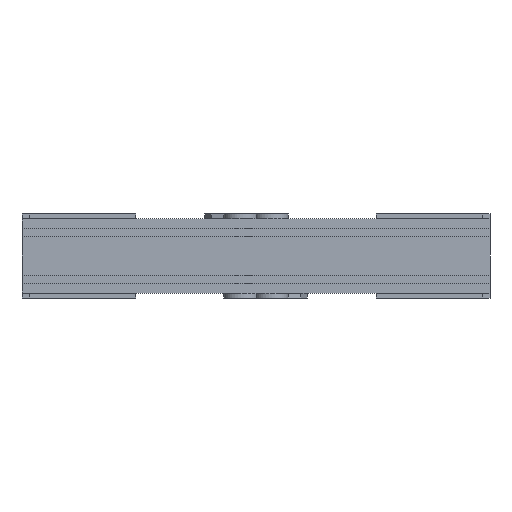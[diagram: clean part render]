
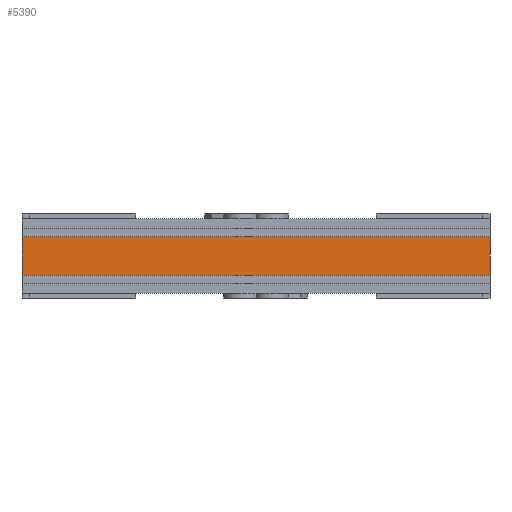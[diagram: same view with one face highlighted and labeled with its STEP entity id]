
A CAD part, front view. The second image highlights one B-rep face of the part: STEP entity #5390.
In plain terms, the highlighted planar face has unit normal (0, -1, 0).
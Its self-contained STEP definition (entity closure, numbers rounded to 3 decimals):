
#4983 = PLANE('',#4984);
#4984 = AXIS2_PLACEMENT_3D('',#4985,#4986,#4987);
#4985 = CARTESIAN_POINT('',(0.,0.,0.23));
#4986 = DIRECTION('',(0.,0.,1.));
#4987 = DIRECTION('',(1.,0.,-0.));
#5039 = PLANE('',#5040);
#5040 = AXIS2_PLACEMENT_3D('',#5041,#5042,#5043);
#5041 = CARTESIAN_POINT('',(0.,0.,0.62));
#5042 = DIRECTION('',(0.,0.,1.));
#5043 = DIRECTION('',(1.,0.,-0.));
#5277 = PLANE('',#5278);
#5278 = AXIS2_PLACEMENT_3D('',#5279,#5280,#5281);
#5279 = CARTESIAN_POINT('',(-2.365,-0.661,0.23));
#5280 = DIRECTION('',(-1.,0.,0.));
#5281 = DIRECTION('',(0.,-1.,0.));
#5319 = VERTEX_POINT('',#5320);
#5320 = CARTESIAN_POINT('',(-2.365,-1.705,0.23));
#5341 = EDGE_CURVE('',#5319,#5342,#5344,.T.);
#5342 = VERTEX_POINT('',#5343);
#5343 = CARTESIAN_POINT('',(-2.365,-1.705,0.62));
#5344 = SURFACE_CURVE('',#5345,(#5349,#5356),.PCURVE_S1.);
#5345 = LINE('',#5346,#5347);
#5346 = CARTESIAN_POINT('',(-2.365,-1.705,0.23));
#5347 = VECTOR('',#5348,1.);
#5348 = DIRECTION('',(0.,0.,1.));
#5349 = PCURVE('',#5277,#5350);
#5350 = DEFINITIONAL_REPRESENTATION('',(#5351),#5355);
#5351 = LINE('',#5352,#5353);
#5352 = CARTESIAN_POINT('',(1.044,0.));
#5353 = VECTOR('',#5354,1.);
#5354 = DIRECTION('',(0.,1.));
#5355 = ( GEOMETRIC_REPRESENTATION_CONTEXT(2) 
PARAMETRIC_REPRESENTATION_CONTEXT() REPRESENTATION_CONTEXT('2D SPACE',''
  ) );
#5356 = PCURVE('',#5357,#5362);
#5357 = PLANE('',#5358);
#5358 = AXIS2_PLACEMENT_3D('',#5359,#5360,#5361);
#5359 = CARTESIAN_POINT('',(-2.365,-1.705,0.23));
#5360 = DIRECTION('',(0.,-1.,0.));
#5361 = DIRECTION('',(1.,0.,0.));
#5362 = DEFINITIONAL_REPRESENTATION('',(#5363),#5367);
#5363 = LINE('',#5364,#5365);
#5364 = CARTESIAN_POINT('',(0.,0.));
#5365 = VECTOR('',#5366,1.);
#5366 = DIRECTION('',(0.,1.));
#5367 = ( GEOMETRIC_REPRESENTATION_CONTEXT(2) 
PARAMETRIC_REPRESENTATION_CONTEXT() REPRESENTATION_CONTEXT('2D SPACE',''
  ) );
#5390 = ADVANCED_FACE('',(#5391),#5357,.T.);
#5391 = FACE_BOUND('',#5392,.T.);
#5392 = EDGE_LOOP('',(#5393,#5416,#5444,#5465));
#5393 = ORIENTED_EDGE('',*,*,#5394,.T.);
#5394 = EDGE_CURVE('',#5319,#5395,#5397,.T.);
#5395 = VERTEX_POINT('',#5396);
#5396 = CARTESIAN_POINT('',(2.365,-1.705,0.23));
#5397 = SURFACE_CURVE('',#5398,(#5402,#5409),.PCURVE_S1.);
#5398 = LINE('',#5399,#5400);
#5399 = CARTESIAN_POINT('',(-2.365,-1.705,0.23));
#5400 = VECTOR('',#5401,1.);
#5401 = DIRECTION('',(1.,0.,0.));
#5402 = PCURVE('',#5357,#5403);
#5403 = DEFINITIONAL_REPRESENTATION('',(#5404),#5408);
#5404 = LINE('',#5405,#5406);
#5405 = CARTESIAN_POINT('',(0.,0.));
#5406 = VECTOR('',#5407,1.);
#5407 = DIRECTION('',(1.,0.));
#5408 = ( GEOMETRIC_REPRESENTATION_CONTEXT(2) 
PARAMETRIC_REPRESENTATION_CONTEXT() REPRESENTATION_CONTEXT('2D SPACE',''
  ) );
#5409 = PCURVE('',#4983,#5410);
#5410 = DEFINITIONAL_REPRESENTATION('',(#5411),#5415);
#5411 = LINE('',#5412,#5413);
#5412 = CARTESIAN_POINT('',(-2.365,-1.705));
#5413 = VECTOR('',#5414,1.);
#5414 = DIRECTION('',(1.,0.));
#5415 = ( GEOMETRIC_REPRESENTATION_CONTEXT(2) 
PARAMETRIC_REPRESENTATION_CONTEXT() REPRESENTATION_CONTEXT('2D SPACE',''
  ) );
#5416 = ORIENTED_EDGE('',*,*,#5417,.T.);
#5417 = EDGE_CURVE('',#5395,#5418,#5420,.T.);
#5418 = VERTEX_POINT('',#5419);
#5419 = CARTESIAN_POINT('',(2.365,-1.705,0.62));
#5420 = SURFACE_CURVE('',#5421,(#5425,#5432),.PCURVE_S1.);
#5421 = LINE('',#5422,#5423);
#5422 = CARTESIAN_POINT('',(2.365,-1.705,0.23));
#5423 = VECTOR('',#5424,1.);
#5424 = DIRECTION('',(0.,0.,1.));
#5425 = PCURVE('',#5357,#5426);
#5426 = DEFINITIONAL_REPRESENTATION('',(#5427),#5431);
#5427 = LINE('',#5428,#5429);
#5428 = CARTESIAN_POINT('',(4.73,0.));
#5429 = VECTOR('',#5430,1.);
#5430 = DIRECTION('',(0.,1.));
#5431 = ( GEOMETRIC_REPRESENTATION_CONTEXT(2) 
PARAMETRIC_REPRESENTATION_CONTEXT() REPRESENTATION_CONTEXT('2D SPACE',''
  ) );
#5432 = PCURVE('',#5433,#5438);
#5433 = PLANE('',#5434);
#5434 = AXIS2_PLACEMENT_3D('',#5435,#5436,#5437);
#5435 = CARTESIAN_POINT('',(2.365,-1.705,0.23));
#5436 = DIRECTION('',(1.,0.,-0.));
#5437 = DIRECTION('',(0.,1.,0.));
#5438 = DEFINITIONAL_REPRESENTATION('',(#5439),#5443);
#5439 = LINE('',#5440,#5441);
#5440 = CARTESIAN_POINT('',(0.,0.));
#5441 = VECTOR('',#5442,1.);
#5442 = DIRECTION('',(0.,1.));
#5443 = ( GEOMETRIC_REPRESENTATION_CONTEXT(2) 
PARAMETRIC_REPRESENTATION_CONTEXT() REPRESENTATION_CONTEXT('2D SPACE',''
  ) );
#5444 = ORIENTED_EDGE('',*,*,#5445,.F.);
#5445 = EDGE_CURVE('',#5342,#5418,#5446,.T.);
#5446 = SURFACE_CURVE('',#5447,(#5451,#5458),.PCURVE_S1.);
#5447 = LINE('',#5448,#5449);
#5448 = CARTESIAN_POINT('',(-2.365,-1.705,0.62));
#5449 = VECTOR('',#5450,1.);
#5450 = DIRECTION('',(1.,0.,0.));
#5451 = PCURVE('',#5357,#5452);
#5452 = DEFINITIONAL_REPRESENTATION('',(#5453),#5457);
#5453 = LINE('',#5454,#5455);
#5454 = CARTESIAN_POINT('',(0.,0.39));
#5455 = VECTOR('',#5456,1.);
#5456 = DIRECTION('',(1.,0.));
#5457 = ( GEOMETRIC_REPRESENTATION_CONTEXT(2) 
PARAMETRIC_REPRESENTATION_CONTEXT() REPRESENTATION_CONTEXT('2D SPACE',''
  ) );
#5458 = PCURVE('',#5039,#5459);
#5459 = DEFINITIONAL_REPRESENTATION('',(#5460),#5464);
#5460 = LINE('',#5461,#5462);
#5461 = CARTESIAN_POINT('',(-2.365,-1.705));
#5462 = VECTOR('',#5463,1.);
#5463 = DIRECTION('',(1.,0.));
#5464 = ( GEOMETRIC_REPRESENTATION_CONTEXT(2) 
PARAMETRIC_REPRESENTATION_CONTEXT() REPRESENTATION_CONTEXT('2D SPACE',''
  ) );
#5465 = ORIENTED_EDGE('',*,*,#5341,.F.);
